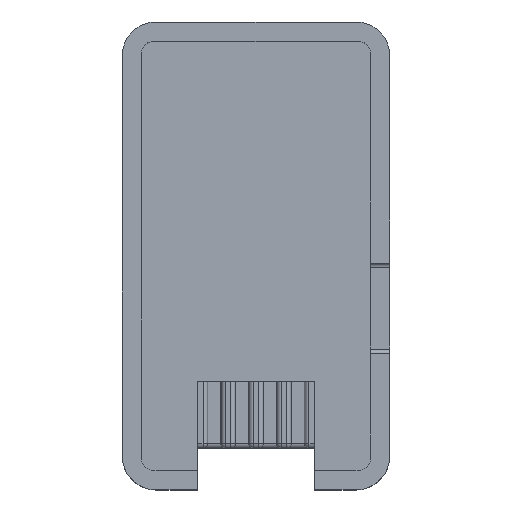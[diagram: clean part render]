
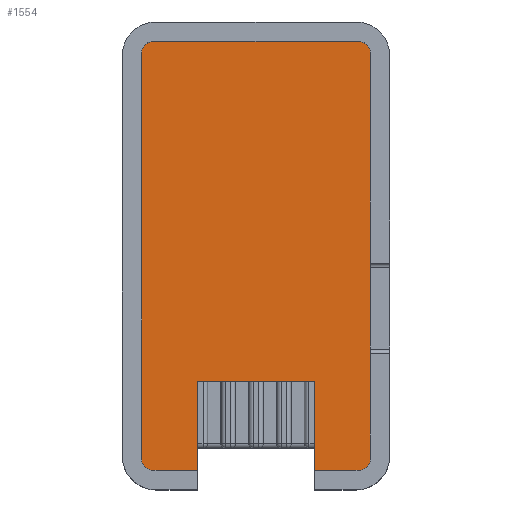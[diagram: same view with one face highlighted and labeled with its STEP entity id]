
A CAD part, top view. The second image highlights one B-rep face of the part: STEP entity #1554.
In plain terms, the highlighted planar face has unit normal (0, 0, 1).
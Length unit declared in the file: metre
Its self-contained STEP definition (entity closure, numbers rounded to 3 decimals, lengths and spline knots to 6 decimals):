
#90=CIRCLE('',#1676,0.001);
#91=CIRCLE('',#1677,0.001);
#92=CIRCLE('',#1678,0.001);
#93=CIRCLE('',#1679,0.001);
#208=ORIENTED_EDGE('',*,*,#670,.F.);
#209=ORIENTED_EDGE('',*,*,#671,.T.);
#210=ORIENTED_EDGE('',*,*,#664,.F.);
#211=ORIENTED_EDGE('',*,*,#672,.T.);
#212=ORIENTED_EDGE('',*,*,#638,.T.);
#213=ORIENTED_EDGE('',*,*,#673,.T.);
#214=ORIENTED_EDGE('',*,*,#674,.T.);
#215=ORIENTED_EDGE('',*,*,#675,.T.);
#216=ORIENTED_EDGE('',*,*,#676,.F.);
#217=ORIENTED_EDGE('',*,*,#677,.T.);
#218=ORIENTED_EDGE('',*,*,#678,.F.);
#219=ORIENTED_EDGE('',*,*,#679,.F.);
#638=EDGE_CURVE('',#872,#871,#1011,.T.);
#664=EDGE_CURVE('',#894,#888,#1033,.T.);
#670=EDGE_CURVE('',#897,#898,#1037,.T.);
#671=EDGE_CURVE('',#897,#888,#1038,.T.);
#672=EDGE_CURVE('',#894,#872,#90,.T.);
#673=EDGE_CURVE('',#871,#899,#91,.T.);
#674=EDGE_CURVE('',#899,#900,#1039,.T.);
#675=EDGE_CURVE('',#900,#901,#92,.T.);
#676=EDGE_CURVE('',#902,#901,#1040,.T.);
#677=EDGE_CURVE('',#902,#903,#93,.T.);
#678=EDGE_CURVE('',#904,#903,#1041,.T.);
#679=EDGE_CURVE('',#898,#904,#1042,.T.);
#871=VERTEX_POINT('',#2369);
#872=VERTEX_POINT('',#2371);
#888=VERTEX_POINT('',#2409);
#894=VERTEX_POINT('',#2421);
#897=VERTEX_POINT('',#2433);
#898=VERTEX_POINT('',#2434);
#899=VERTEX_POINT('',#2438);
#900=VERTEX_POINT('',#2440);
#901=VERTEX_POINT('',#2442);
#902=VERTEX_POINT('',#2444);
#903=VERTEX_POINT('',#2446);
#904=VERTEX_POINT('',#2448);
#1011=LINE('',#2370,#1174);
#1033=LINE('',#2422,#1196);
#1037=LINE('',#2432,#1200);
#1038=LINE('',#2435,#1201);
#1039=LINE('',#2439,#1202);
#1040=LINE('',#2443,#1203);
#1041=LINE('',#2447,#1204);
#1042=LINE('',#2449,#1205);
#1174=VECTOR('',#1862,1.);
#1196=VECTOR('',#1898,1.);
#1200=VECTOR('',#1910,1.);
#1201=VECTOR('',#1911,1.);
#1202=VECTOR('',#1916,1.);
#1203=VECTOR('',#1919,1.);
#1204=VECTOR('',#1922,1.);
#1205=VECTOR('',#1923,1.);
#1324=EDGE_LOOP('',(#208,#209,#210,#211,#212,#213,#214,#215,#216,#217,#218,
#219));
#1417=FACE_BOUND('',#1324,.T.);
#1509=PLANE('',#1675);
#1554=ADVANCED_FACE('',(#1417),#1509,.T.);
#1675=AXIS2_PLACEMENT_3D('',#2431,#1908,#1909);
#1676=AXIS2_PLACEMENT_3D('',#2436,#1912,#1913);
#1677=AXIS2_PLACEMENT_3D('',#2437,#1914,#1915);
#1678=AXIS2_PLACEMENT_3D('',#2441,#1917,#1918);
#1679=AXIS2_PLACEMENT_3D('',#2445,#1920,#1921);
#1862=DIRECTION('',(0.,1.,0.));
#1898=DIRECTION('',(-1.,0.,0.));
#1908=DIRECTION('',(0.,0.,1.));
#1909=DIRECTION('',(1.,0.,0.));
#1910=DIRECTION('',(-1.,0.,0.));
#1911=DIRECTION('',(0.,-1.,0.));
#1912=DIRECTION('',(0.,0.,1.));
#1913=DIRECTION('',(1.,0.,0.));
#1914=DIRECTION('',(0.,0.,1.));
#1915=DIRECTION('',(1.,0.,0.));
#1916=DIRECTION('',(-1.,0.,0.));
#1917=DIRECTION('',(0.,0.,1.));
#1918=DIRECTION('',(1.,0.,0.));
#1919=DIRECTION('',(0.,1.,0.));
#1920=DIRECTION('',(0.,0.,1.));
#1921=DIRECTION('',(1.,0.,0.));
#1922=DIRECTION('',(-1.,0.,0.));
#1923=DIRECTION('',(0.,-1.,0.));
#2369=CARTESIAN_POINT('',(0.01025,0.01825,0.002));
#2370=CARTESIAN_POINT('',(0.01025,0.,0.002));
#2371=CARTESIAN_POINT('',(0.01025,-0.01825,0.002));
#2409=CARTESIAN_POINT('',(0.00525,-0.01925,0.002));
#2421=CARTESIAN_POINT('',(0.00925,-0.01925,0.002));
#2422=CARTESIAN_POINT('',(0.,-0.01925,0.002));
#2431=CARTESIAN_POINT('',(0.,0.,0.002));
#2432=CARTESIAN_POINT('',(0.,-0.01125,0.002));
#2433=CARTESIAN_POINT('',(0.00525,-0.01125,0.002));
#2434=CARTESIAN_POINT('',(-0.00525,-0.01125,0.002));
#2435=CARTESIAN_POINT('',(0.00525,0.,0.002));
#2436=CARTESIAN_POINT('',(0.00925,-0.01825,0.002));
#2437=CARTESIAN_POINT('',(0.00925,0.01825,0.002));
#2438=CARTESIAN_POINT('',(0.00925,0.01925,0.002));
#2439=CARTESIAN_POINT('',(0.,0.01925,0.002));
#2440=CARTESIAN_POINT('',(-0.00925,0.01925,0.002));
#2441=CARTESIAN_POINT('',(-0.00925,0.01825,0.002));
#2442=CARTESIAN_POINT('',(-0.01025,0.01825,0.002));
#2443=CARTESIAN_POINT('',(-0.01025,0.,0.002));
#2444=CARTESIAN_POINT('',(-0.01025,-0.01825,0.002));
#2445=CARTESIAN_POINT('',(-0.00925,-0.01825,0.002));
#2446=CARTESIAN_POINT('',(-0.00925,-0.01925,0.002));
#2447=CARTESIAN_POINT('',(0.,-0.01925,0.002));
#2448=CARTESIAN_POINT('',(-0.00525,-0.01925,0.002));
#2449=CARTESIAN_POINT('',(-0.00525,0.,0.002));
